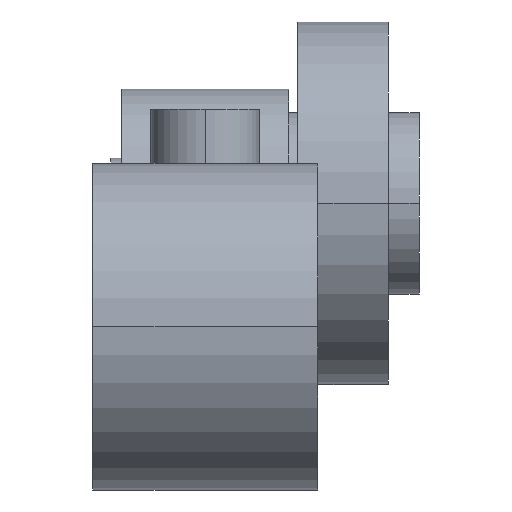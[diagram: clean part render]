
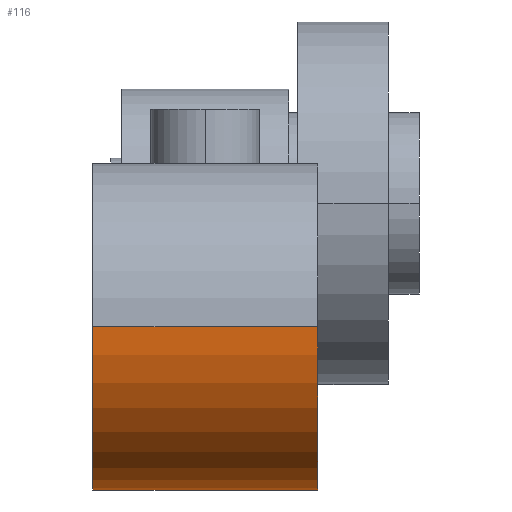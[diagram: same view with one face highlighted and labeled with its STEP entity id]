
A CAD part, left-side view. The second image highlights one B-rep face of the part: STEP entity #116.
In plain terms, the highlighted cylindrical face has radius 11.43 mm (diameter 22.86 mm), a partial arc.
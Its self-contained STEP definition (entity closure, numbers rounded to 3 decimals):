
#116=ADVANCED_FACE('FACE28',(#240),#241,.T.);
#240=FACE_OUTER_BOUND('',#367,.T.);
#241=CYLINDRICAL_SURFACE('',#368,11.43);
#367=EDGE_LOOP('',(#618,#619,#620,#621));
#368=AXIS2_PLACEMENT_3D('',#622,#623,#624);
#618=ORIENTED_EDGE('',*,*,#817,.T.);
#619=ORIENTED_EDGE('',*,*,#818,.F.);
#620=ORIENTED_EDGE('',*,*,#819,.T.);
#621=ORIENTED_EDGE('',*,*,#814,.T.);
#622=CARTESIAN_POINT('',(0.,7.874,0.));
#623=DIRECTION('',(0.,1.0,0.));
#624=DIRECTION('',(-1.0,0.,0.));
#814=EDGE_CURVE('EDGE64',#984,#982,#985,.T.);
#817=EDGE_CURVE('EDGE66',#982,#988,#989,.T.);
#818=EDGE_CURVE('EDGE67',#990,#988,#991,.T.);
#819=EDGE_CURVE('EDGE68',#990,#984,#992,.T.);
#982=VERTEX_POINT('VERTEX45',#1193);
#984=VERTEX_POINT('VERTEX46',#1196);
#985=LINE('',#1197,#1198);
#988=VERTEX_POINT('VERTEX47',#1202);
#989=CIRCLE('',#1203,11.43);
#990=VERTEX_POINT('VERTEX48',#1204);
#991=LINE('',#1205,#1206);
#992=CIRCLE('',#1207,11.43);
#1193=CARTESIAN_POINT('',(0.0,-7.874,-11.43));
#1196=CARTESIAN_POINT('',(0.0,7.874,-11.43));
#1197=CARTESIAN_POINT('',(0.0,7.874,-11.43));
#1198=VECTOR('',#1391,25.4);
#1202=CARTESIAN_POINT('',(-11.43,-7.874,0.));
#1203=AXIS2_PLACEMENT_3D('',#1393,#1394,#1395);
#1204=CARTESIAN_POINT('',(-11.43,7.874,0.));
#1205=CARTESIAN_POINT('',(-11.43,7.874,0.));
#1206=VECTOR('',#1396,25.4);
#1207=AXIS2_PLACEMENT_3D('',#1397,#1398,#1399);
#1391=DIRECTION('',(0.,-1.0,0.));
#1393=CARTESIAN_POINT('',(0.,-7.874,0.));
#1394=DIRECTION('',(0.,1.0,0.));
#1395=DIRECTION('',(-1.0,0.,0.));
#1396=DIRECTION('',(0.,-1.0,0.));
#1397=CARTESIAN_POINT('',(0.,7.874,0.));
#1398=DIRECTION('',(0.,-1.0,0.));
#1399=DIRECTION('',(-1.0,0.,0.));
